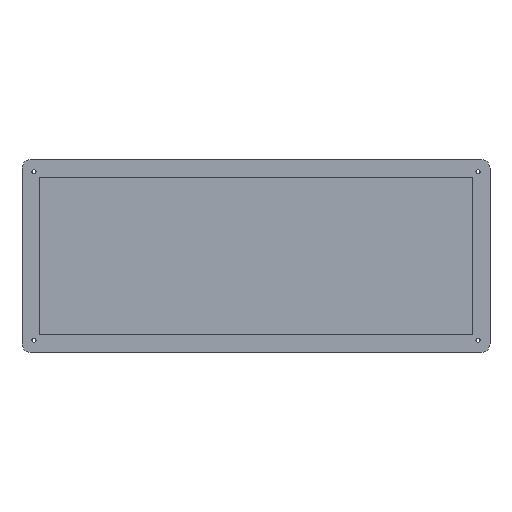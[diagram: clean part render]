
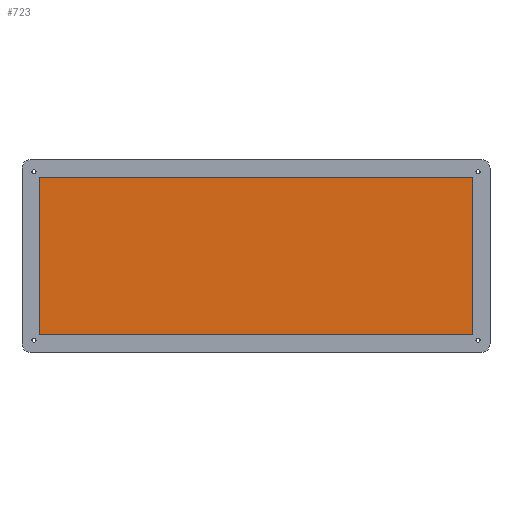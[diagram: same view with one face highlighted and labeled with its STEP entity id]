
A CAD part, top view. The second image highlights one B-rep face of the part: STEP entity #723.
In plain terms, the highlighted planar face has unit normal (0, 0, 1).
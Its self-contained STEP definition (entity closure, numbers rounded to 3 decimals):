
#107=FACE_OUTER_BOUND('',#151,.T.);
#151=EDGE_LOOP('',(#559,#560,#561,#562));
#223=LINE('',#1166,#287);
#224=LINE('',#1168,#288);
#225=LINE('',#1170,#289);
#226=LINE('',#1171,#290);
#287=VECTOR('',#940,10.);
#288=VECTOR('',#941,10.);
#289=VECTOR('',#942,10.);
#290=VECTOR('',#943,10.);
#347=VERTEX_POINT('',#1164);
#348=VERTEX_POINT('',#1165);
#349=VERTEX_POINT('',#1167);
#350=VERTEX_POINT('',#1169);
#427=EDGE_CURVE('',#347,#348,#223,.T.);
#428=EDGE_CURVE('',#349,#347,#224,.T.);
#429=EDGE_CURVE('',#350,#349,#225,.T.);
#430=EDGE_CURVE('',#348,#350,#226,.T.);
#559=ORIENTED_EDGE('',*,*,#427,.F.);
#560=ORIENTED_EDGE('',*,*,#428,.F.);
#561=ORIENTED_EDGE('',*,*,#429,.F.);
#562=ORIENTED_EDGE('',*,*,#430,.F.);
#692=PLANE('',#793);
#723=ADVANCED_FACE('',(#107),#692,.T.);
#793=AXIS2_PLACEMENT_3D('',#1163,#938,#939);
#938=DIRECTION('center_axis',(0.,0.,1.));
#939=DIRECTION('ref_axis',(1.,0.,0.));
#940=DIRECTION('',(1.,0.,0.));
#941=DIRECTION('',(0.,1.,0.));
#942=DIRECTION('',(-1.,0.,0.));
#943=DIRECTION('',(0.,-1.,0.));
#1163=CARTESIAN_POINT('Origin',(104.968,-20.521,3.));
#1164=CARTESIAN_POINT('',(-75.732,45.179,3.));
#1165=CARTESIAN_POINT('',(285.668,45.179,3.));
#1166=CARTESIAN_POINT('',(14.618,45.179,3.));
#1167=CARTESIAN_POINT('',(-75.732,-86.221,3.));
#1168=CARTESIAN_POINT('',(-75.732,-53.371,3.));
#1169=CARTESIAN_POINT('',(285.668,-86.221,3.));
#1170=CARTESIAN_POINT('',(195.318,-86.221,3.));
#1171=CARTESIAN_POINT('',(285.668,12.329,3.));
